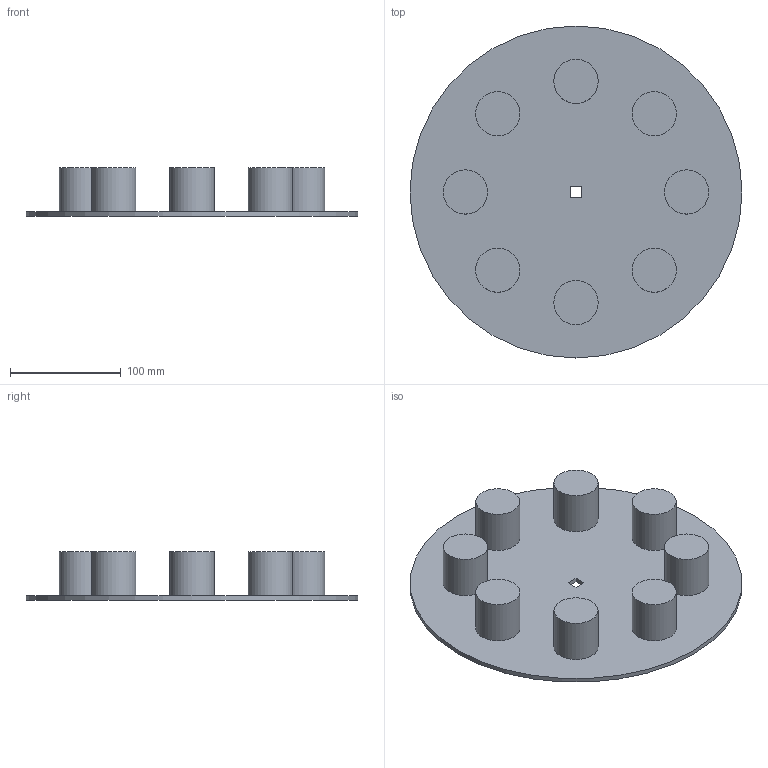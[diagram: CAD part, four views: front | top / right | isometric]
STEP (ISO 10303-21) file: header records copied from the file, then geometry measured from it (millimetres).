
FILE_DESCRIPTION(/* description */ (''),/* implementation_level */ '2;1');
FILE_NAME(/* name */ 'feeding_rotating_plate_ipt_d2814483.STEP',/* time_stamp */ '2024-03-20T17:29:13+02:00',/* author */ ('Ahmed Hawary'),/* organization */ (''),/* preprocessor_version */ 'ST-DEVELOPER v18.1',/* originating_system */ 'Autodesk Inventor 2021',/* authorisation */ '');
FILE_SCHEMA (('AUTOMOTIVE_DESIGN { 1 0 10303 214 3 1 1 }'));
Length unit declared in the file: millimetre
Products named in the file (1): feeding_rotating_plate
Bounding box: 300 x 300 x 44 mm (x, y, z)
Volume: 684467.2 mm3; surface area: 185314 mm2
Topology: 1 solids, 1 shells, 23 faces, 50 edges, 43 vertices
Faces by surface type: plane 14, cylinder 9
Full cylindrical faces by diameter (mm): 40 x8, 300 x1
Entity records: 683 total; most frequent: DIRECTION 115, CARTESIAN_POINT 106, ORIENTED_EDGE 78, AXIS2_PLACEMENT_3D 47, EDGE_CURVE 39, EDGE_LOOP 33, VERTEX_POINT 26, FACE_OUTER_BOUND 23
